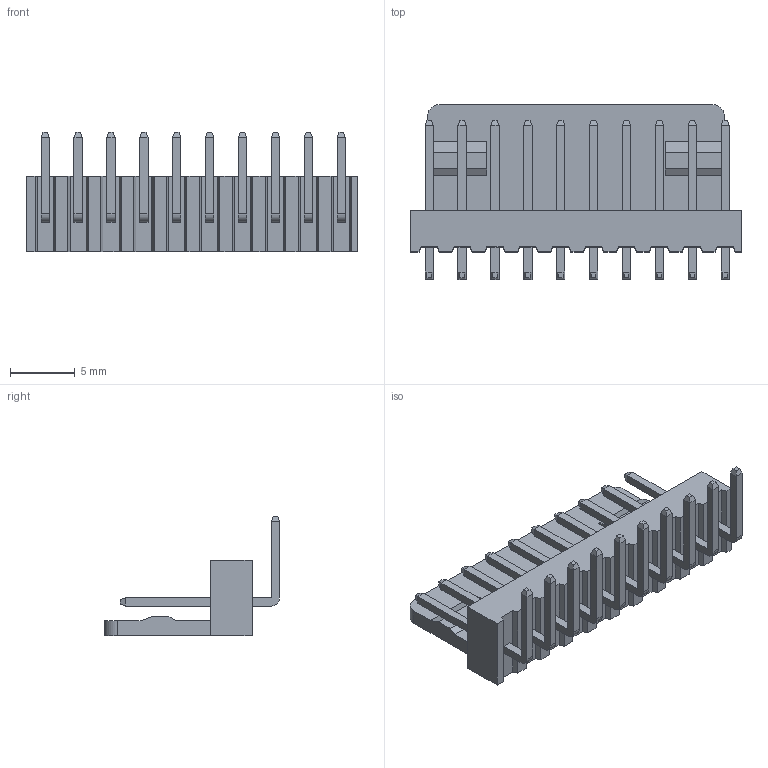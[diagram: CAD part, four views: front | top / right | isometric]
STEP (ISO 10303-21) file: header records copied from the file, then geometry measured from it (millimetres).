
FILE_DESCRIPTION (( 'STEP AP214' ), '1' );
FILE_NAME ('11634, SWR25X-NRTC-S10-RA-BA.STEP', '2012-09-20T01:19:28', ( '' ), ( '' ), 'SwSTEP 2.0', 'SolidWorks 2012', '' );
FILE_SCHEMA (( 'AUTOMOTIVE_DESIGN' ));
Length unit declared in the file: millimetre
Products named in the file (1): 11634, SWR25X-NRTC-S10-RA-BA
Bounding box: 25.58 x 13.52 x 9.2 mm (x, y, z)
Volume: 729.8 mm3; surface area: 1305.9 mm2
Topology: 1 solids, 1 shells, 270 faces, 664 edges, 416 vertices
Faces by surface type: plane 258, cylinder 12
Entity records: 7746 total; most frequent: CARTESIAN_POINT 1351, ORIENTED_EDGE 1328, DIRECTION 1230, EDGE_CURVE 664, LINE 640, VECTOR 640, VERTEX_POINT 416, AXIS2_PLACEMENT_3D 295
